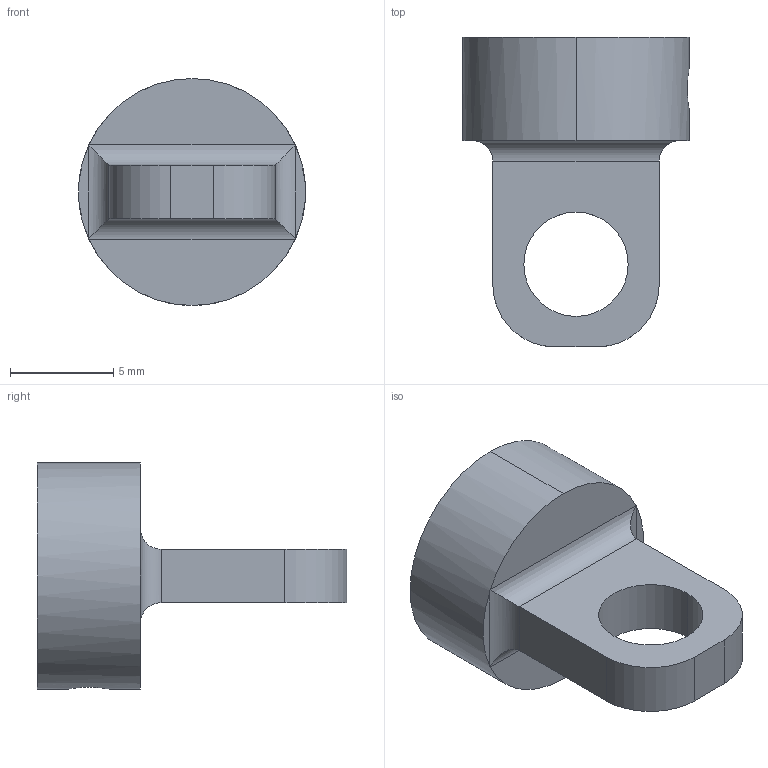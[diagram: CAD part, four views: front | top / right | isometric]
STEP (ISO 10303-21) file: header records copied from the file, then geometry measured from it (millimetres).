
FILE_DESCRIPTION (( 'STEP AP214' ), '1' );
FILE_NAME ('bearing_joint.STEP', '2024-09-06T05:44:31', ( '' ), ( '' ), 'SwSTEP 2.0', 'SolidWorks 2023', '' );
FILE_SCHEMA (( 'AUTOMOTIVE_DESIGN' ));
Length unit declared in the file: millimetre
Products named in the file (1): bearing_joint
Bounding box: 11 x 15 x 11 mm (x, y, z)
Volume: 525.4 mm3; surface area: 643.9 mm2
Topology: 1 solids, 1 shells, 27 faces, 74 edges, 48 vertices
Faces by surface type: cylinder 16, plane 11
Entity records: 1015 total; most frequent: CARTESIAN_POINT 326, ORIENTED_EDGE 148, DIRECTION 126, EDGE_CURVE 74, VERTEX_POINT 48, AXIS2_PLACEMENT_3D 48, EDGE_LOOP 32, LINE 30
